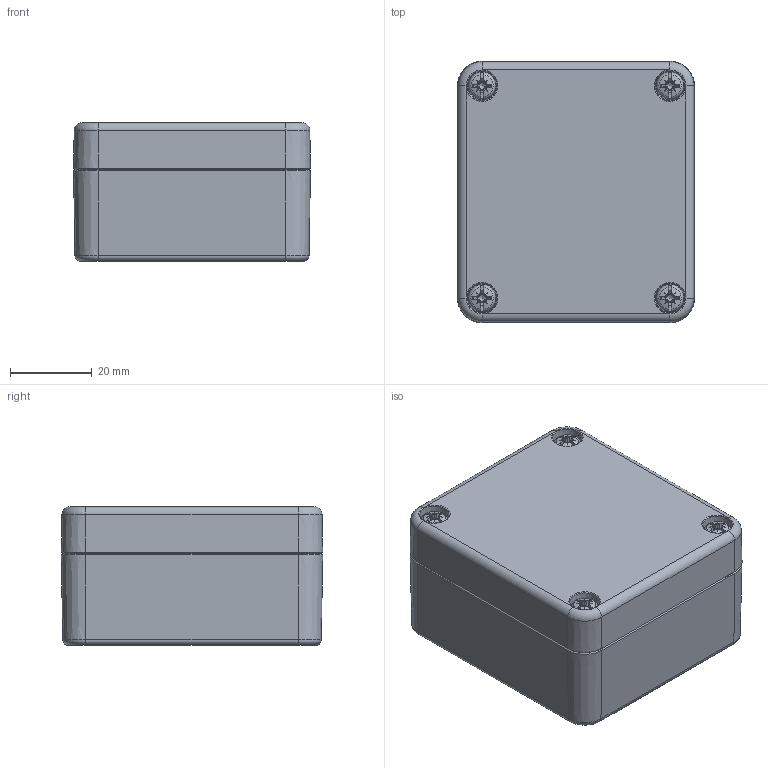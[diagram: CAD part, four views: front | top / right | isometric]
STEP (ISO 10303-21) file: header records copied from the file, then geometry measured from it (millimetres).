
FILE_DESCRIPTION(/* description */ (''),/* implementation_level */ '2;1');
FILE_NAME(/* name */ '1004100200-MBX_606030-K_VE.stp',/* time_stamp */ '2018-10-31T15:08:47+01:00',/* author */ ('robin.rentz'),/* organization */ (''),/* preprocessor_version */ 'ST-DEVELOPER v17',/* originating_system */ 'Autodesk Inventor 2019',/* authorisation */ '');
FILE_SCHEMA (('CONFIG_CONTROL_DESIGN'));
Products named in the file (6): 1004100200-MBX_606030-K_VE; UT-MBX_606030; OT-MBX_606030; 1990000011 - Schraube BM4 x 20-8; 1990000007 M4 Gewindebuchse; OT-MBX_606030_1
Assembly tree (11 placements, depth 2):
  1004100200-MBX_606030-K_VE
    UT-MBX_606030
    OT-MBX_606030
    1990000011 - Schraube BM4 x 20-8  x4
    1990000007 M4 Gewindebuchse  x4
    OT-MBX_606030_1
Bounding box: 57.99 x 63.99 x 34 mm (x, y, z)
Volume: 49575.3 mm3; surface area: 40007.4 mm2
Topology: 11 solids, 11 shells, 1949 faces, 4687 edges, 2801 vertices
Faces by surface type: plane 685, cylinder 482, cone 401, bspline 234, torus 133, sphere 14
Full cylindrical faces by diameter (mm): 3.242 x4, 3.6 x4, 4 x4, 4.4 x4, 6 x4
Entity records: 60241 total; most frequent: CARTESIAN_POINT 34056, ORIENTED_EDGE 5478, DIRECTION 5423, EDGE_CURVE 2739, AXIS2_PLACEMENT_3D 2195, VERTEX_POINT 1616, EDGE_LOOP 1247, FACE_OUTER_BOUND 1178
